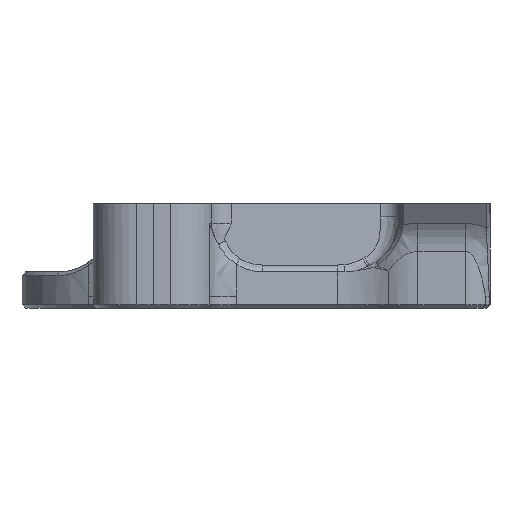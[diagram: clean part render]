
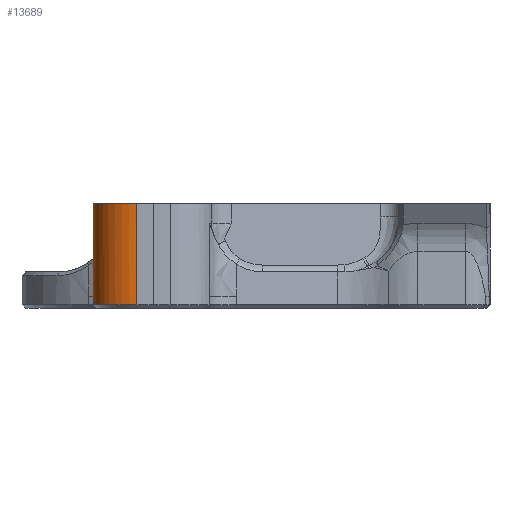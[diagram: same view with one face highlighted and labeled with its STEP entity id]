
A CAD part, left-side view. The second image highlights one B-rep face of the part: STEP entity #13689.
In plain terms, the highlighted cylindrical face has radius 3.7 mm (diameter 7.4 mm), a partial arc.
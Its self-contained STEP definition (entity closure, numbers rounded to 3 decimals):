
#94 = EDGE_CURVE ( 'NONE', #23234, #10978, #18998, .T. ) ;
#175 = VECTOR ( 'NONE', #12836, 1000. ) ;
#666 = AXIS2_PLACEMENT_3D ( 'NONE', #7543, #7132, #13392 ) ;
#705 = ORIENTED_EDGE ( 'NONE', *, *, #21941, .T. ) ;
#1146 = DIRECTION ( 'NONE',  ( -1., 0., 0. ) ) ;
#1601 = ORIENTED_EDGE ( 'NONE', *, *, #11219, .T. ) ;
#3616 = VERTEX_POINT ( 'NONE', #6755 ) ;
#3642 = VECTOR ( 'NONE', #18922, 1000. ) ;
#4263 = AXIS2_PLACEMENT_3D ( 'NONE', #27535, #8513, #12430 ) ;
#4447 = CARTESIAN_POINT ( 'NONE',  ( -21.301, 15.465, 7.6 ) ) ;
#4695 = EDGE_CURVE ( 'NONE', #10370, #15680, #12263, .T. ) ;
#4841 = CARTESIAN_POINT ( 'NONE',  ( -15.45, 18.369, -0.7 ) ) ;
#5704 = DIRECTION ( 'NONE',  ( -1., 0., 0. ) ) ;
#6755 = CARTESIAN_POINT ( 'NONE',  ( -13.904, 15.254, 6. ) ) ;
#7053 = AXIS2_PLACEMENT_3D ( 'NONE', #14829, #13002, #21385 ) ;
#7132 = DIRECTION ( 'NONE',  ( 0., 0., 1. ) ) ;
#7278 = CARTESIAN_POINT ( 'NONE',  ( -13.904, 15.254, 7.6 ) ) ;
#7314 = AXIS2_PLACEMENT_3D ( 'NONE', #9375, #11593, #1146 ) ;
#7543 = CARTESIAN_POINT ( 'NONE',  ( -17.602, 15.359, 6. ) ) ;
#7938 = CARTESIAN_POINT ( 'NONE',  ( -17.602, 15.359, -0.7 ) ) ;
#8513 = DIRECTION ( 'NONE',  ( 0., 0., 1. ) ) ;
#9352 = ORIENTED_EDGE ( 'NONE', *, *, #24289, .T. ) ;
#9375 = CARTESIAN_POINT ( 'NONE',  ( -17.602, 15.359, 2. ) ) ;
#9638 = DIRECTION ( 'NONE',  ( 0., 0., 1. ) ) ;
#9889 = CARTESIAN_POINT ( 'NONE',  ( -13.902, 15.359, 6. ) ) ;
#10010 = EDGE_CURVE ( 'NONE', #20983, #17243, #13952, .T. ) ;
#10061 = CARTESIAN_POINT ( 'NONE',  ( -15.45, 18.369, -1. ) ) ;
#10370 = VERTEX_POINT ( 'NONE', #9889 ) ;
#10434 = LINE ( 'NONE', #27205, #3642 ) ;
#10893 = CARTESIAN_POINT ( 'NONE',  ( -21.301, 15.465, 2. ) ) ;
#10978 = VERTEX_POINT ( 'NONE', #7278 ) ;
#11219 = EDGE_CURVE ( 'NONE', #20983, #23705, #19636, .T. ) ;
#11417 = CARTESIAN_POINT ( 'NONE',  ( -15.45, 18.369, 6. ) ) ;
#11593 = DIRECTION ( 'NONE',  ( 0., 0., -1. ) ) ;
#12263 = CIRCLE ( 'NONE', #666, 3.7 ) ;
#12341 = ORIENTED_EDGE ( 'NONE', *, *, #13903, .F. ) ;
#12430 = DIRECTION ( 'NONE',  ( -1., 0., 0. ) ) ;
#12836 = DIRECTION ( 'NONE',  ( 0., 0., -1. ) ) ;
#13002 = DIRECTION ( 'NONE',  ( 0., 0., -1. ) ) ;
#13392 = DIRECTION ( 'NONE',  ( -1., 0., 0. ) ) ;
#13608 = ORIENTED_EDGE ( 'NONE', *, *, #4695, .T. ) ;
#13689 = ADVANCED_FACE ( 'NONE', ( #15916 ), #20401, .T. ) ;
#13903 = EDGE_CURVE ( 'NONE', #23234, #23705, #19524, .T. ) ;
#13952 = LINE ( 'NONE', #10061, #14727 ) ;
#14727 = VECTOR ( 'NONE', #9638, 1000. ) ;
#14829 = CARTESIAN_POINT ( 'NONE',  ( -17.602, 15.359, 7.6 ) ) ;
#15193 = LINE ( 'NONE', #21205, #18938 ) ;
#15680 = VERTEX_POINT ( 'NONE', #11417 ) ;
#15916 = FACE_OUTER_BOUND ( 'NONE', #23265, .T. ) ;
#16152 = DIRECTION ( 'NONE',  ( 0., 0., 1. ) ) ;
#16633 = CARTESIAN_POINT ( 'NONE',  ( -21.301, 15.465, -0.7 ) ) ;
#17243 = VERTEX_POINT ( 'NONE', #21982 ) ;
#17617 = ORIENTED_EDGE ( 'NONE', *, *, #10010, .F. ) ;
#18245 = ORIENTED_EDGE ( 'NONE', *, *, #94, .T. ) ;
#18293 = EDGE_CURVE ( 'NONE', #10978, #3616, #10434, .T. ) ;
#18922 = DIRECTION ( 'NONE',  ( 0., 0., -1. ) ) ;
#18938 = VECTOR ( 'NONE', #25825, 1000. ) ;
#18998 = CIRCLE ( 'NONE', #7053, 3.7 ) ;
#19524 = LINE ( 'NONE', #10893, #175 ) ;
#19636 = CIRCLE ( 'NONE', #23228, 3.7 ) ;
#20401 = CYLINDRICAL_SURFACE ( 'NONE', #7314, 3.7 ) ;
#20983 = VERTEX_POINT ( 'NONE', #4841 ) ;
#21205 = CARTESIAN_POINT ( 'NONE',  ( -15.45, 18.369, 2. ) ) ;
#21385 = DIRECTION ( 'NONE',  ( -1., 0., 0. ) ) ;
#21941 = EDGE_CURVE ( 'NONE', #3616, #10370, #26116, .T. ) ;
#21982 = CARTESIAN_POINT ( 'NONE',  ( -15.45, 18.369, 0. ) ) ;
#23124 = ORIENTED_EDGE ( 'NONE', *, *, #18293, .T. ) ;
#23228 = AXIS2_PLACEMENT_3D ( 'NONE', #7938, #16152, #5704 ) ;
#23234 = VERTEX_POINT ( 'NONE', #4447 ) ;
#23265 = EDGE_LOOP ( 'NONE', ( #17617, #1601, #12341, #18245, #23124, #705, #13608, #9352 ) ) ;
#23705 = VERTEX_POINT ( 'NONE', #16633 ) ;
#24289 = EDGE_CURVE ( 'NONE', #15680, #17243, #15193, .T. ) ;
#25825 = DIRECTION ( 'NONE',  ( 0., 0., -1. ) ) ;
#26116 = CIRCLE ( 'NONE', #4263, 3.7 ) ;
#27205 = CARTESIAN_POINT ( 'NONE',  ( -13.904, 15.254, 7. ) ) ;
#27535 = CARTESIAN_POINT ( 'NONE',  ( -17.602, 15.359, 6. ) ) ;
